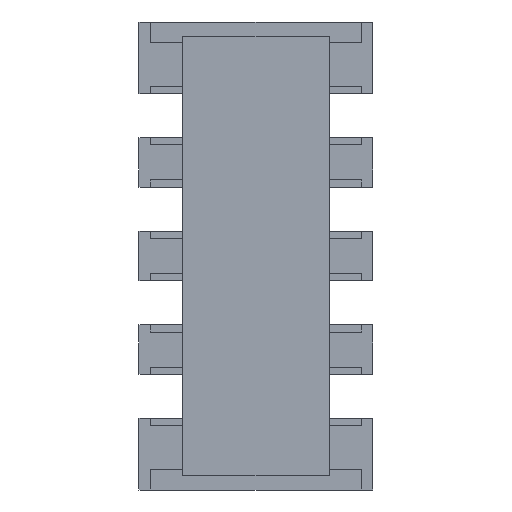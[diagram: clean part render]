
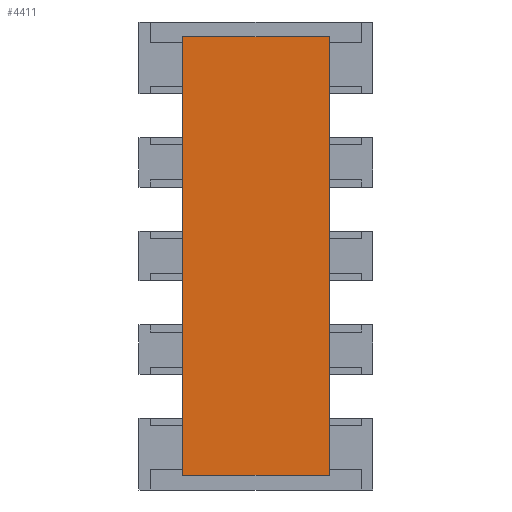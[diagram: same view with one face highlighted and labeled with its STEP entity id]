
A CAD part, front view. The second image highlights one B-rep face of the part: STEP entity #4411.
In plain terms, the highlighted planar face has unit normal (0, -1, 0).
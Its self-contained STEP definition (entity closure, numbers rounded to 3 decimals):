
#1461=DIRECTION('',(0.,0.,1.));
#1462=VECTOR('',#1461,3.);
#1463=CARTESIAN_POINT('',(0.5,-0.258,0.1));
#1464=LINE('',#1463,#1462);
#1465=DIRECTION('',(1.,0.,0.));
#1466=VECTOR('',#1465,1.);
#1467=CARTESIAN_POINT('',(-0.5,-0.258,0.1));
#1468=LINE('',#1467,#1466);
#1469=DIRECTION('',(0.,0.,-1.));
#1470=VECTOR('',#1469,3.);
#1471=CARTESIAN_POINT('',(-0.5,-0.258,3.1));
#1472=LINE('',#1471,#1470);
#1473=DIRECTION('',(-1.,0.,0.));
#1474=VECTOR('',#1473,1.);
#1475=CARTESIAN_POINT('',(0.5,-0.258,3.1));
#1476=LINE('',#1475,#1474);
#2113=CARTESIAN_POINT('',(0.5,-0.258,0.1));
#2114=CARTESIAN_POINT('',(0.5,-0.258,3.1));
#2115=VERTEX_POINT('',#2113);
#2116=VERTEX_POINT('',#2114);
#2117=CARTESIAN_POINT('',(-0.5,-0.258,3.1));
#2118=VERTEX_POINT('',#2117);
#2119=CARTESIAN_POINT('',(-0.5,-0.258,0.1));
#2120=VERTEX_POINT('',#2119);
#4399=CARTESIAN_POINT('',(0.,-0.258,0.));
#4400=DIRECTION('',(0.,-1.,0.));
#4401=DIRECTION('',(-1.,0.,0.));
#4402=AXIS2_PLACEMENT_3D('',#4399,#4400,#4401);
#4403=PLANE('',#4402);
#4404=ORIENTED_EDGE('',*,*,#4325,.F.);
#4405=ORIENTED_EDGE('',*,*,#4394,.F.);
#4406=ORIENTED_EDGE('',*,*,#4230,.F.);
#4408=ORIENTED_EDGE('',*,*,#4407,.F.);
#4409=EDGE_LOOP('',(#4404,#4405,#4406,#4408));
#4410=FACE_OUTER_BOUND('',#4409,.F.);
#4230=EDGE_CURVE('',#2118,#2120,#1472,.T.);
#4325=EDGE_CURVE('',#2115,#2116,#1464,.T.);
#4394=EDGE_CURVE('',#2120,#2115,#1468,.T.);
#4407=EDGE_CURVE('',#2116,#2118,#1476,.T.);
#4411=ADVANCED_FACE('',(#4410),#4403,.T.);
